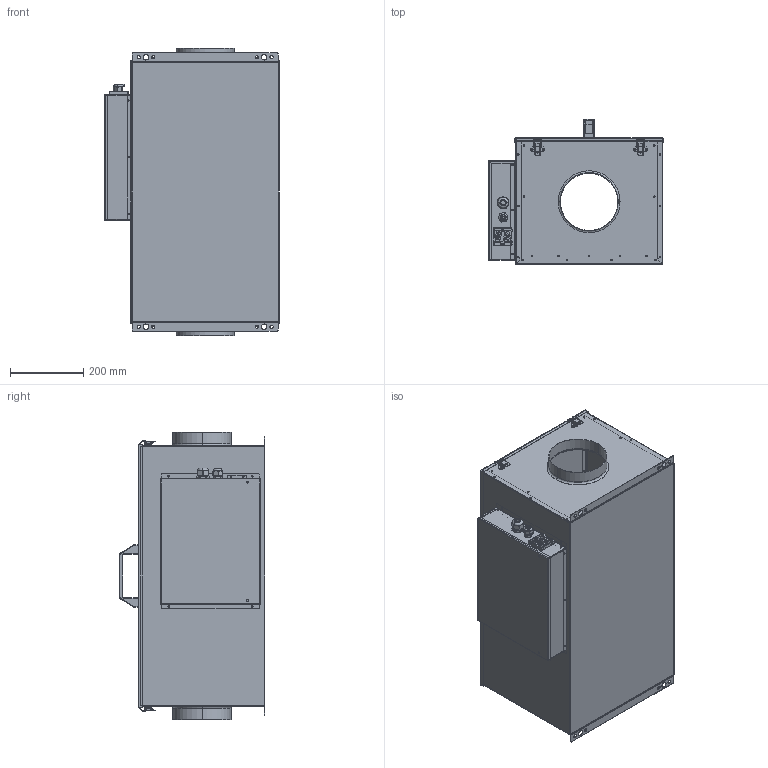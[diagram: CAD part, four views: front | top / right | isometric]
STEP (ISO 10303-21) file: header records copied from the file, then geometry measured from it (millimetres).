
FILE_DESCRIPTION (( 'STEP AP203' ), '1' );
FILE_NAME ('153235-00_FFH160EC20_step.step', '2020-01-28T14:26:32', ( '' ), ( '' ), 'SwSTEP 2.0', 'SolidWorks 2017', '' );
FILE_SCHEMA (( 'CONFIG_CONTROL_DESIGN' ));
Length unit declared in the file: millimetre
Products named in the file (1): 153235-00_FFH160EC20_step
Bounding box: 477.6 x 397.8 x 786 mm (x, y, z)
Surface area: 3192372.3 mm2 (no closed solid volume)
Topology: 0 solids, 62 shells, 870 faces, 3089 edges, 2225 vertices
Faces by surface type: cylinder 449, plane 290, bspline 91, torus 26, cone 14
Entity records: 35896 total; most frequent: CARTESIAN_POINT 8754, DIRECTION 5997, ORIENTED_EDGE 4780, EDGE_CURVE 3089, AXIS2_PLACEMENT_3D 2276, VERTEX_POINT 2225, CIRCLE 1496, VECTOR 1445
